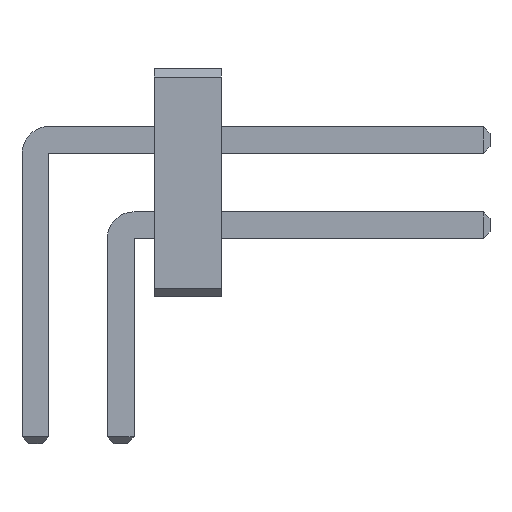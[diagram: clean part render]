
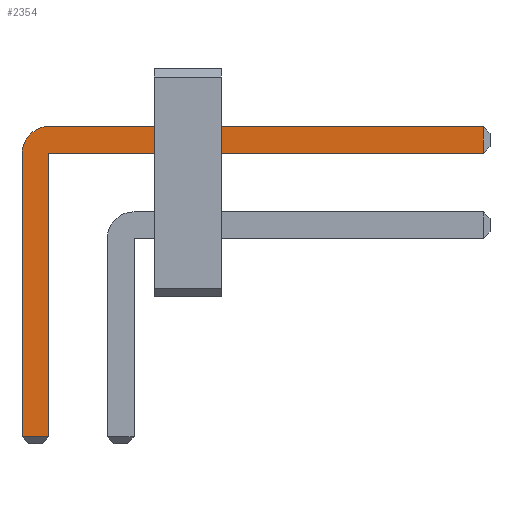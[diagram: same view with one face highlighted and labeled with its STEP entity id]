
A CAD part, front view. The second image highlights one B-rep face of the part: STEP entity #2354.
In plain terms, the highlighted planar face has unit normal (0, -1, 0).
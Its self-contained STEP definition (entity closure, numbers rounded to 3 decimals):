
#13=DIRECTION('',(0.,0.,1.));
#1012=VECTOR('',#13,1.);
#2156=VECTOR('',#2157,1.);
#2157=DIRECTION('',(1.,0.,0.));
#2163=VECTOR('',#2164,1.);
#2164=DIRECTION('',(0.,0.,-1.));
#2171=VECTOR('',#2172,1.);
#2172=DIRECTION('',(-1.,0.,0.));
#2193=DIRECTION('',(-0.,1.,0.));
#2197=DIRECTION('',(0.,1.,0.));
#2198=DIRECTION('',(0.,0.,1.));
#2205=VERTEX_POINT('',#2206);
#2206=CARTESIAN_POINT('',(0.2,-20.52,2.535));
#2208=ORIENTED_EDGE('',*,*,#2209,.T.);
#2209=EDGE_CURVE('',#2205,#2210,#2212,.T.);
#2210=VERTEX_POINT('',#2211);
#2211=CARTESIAN_POINT('',(6.67,-20.52,2.535));
#2212=LINE('',#2213,#2156);
#2213=CARTESIAN_POINT('',(-0.2,-20.52,2.535));
#2250=EDGE_CURVE('',#2251,#2205,#2253,.T.);
#2251=VERTEX_POINT('',#2252);
#2252=CARTESIAN_POINT('',(-0.2,-20.52,2.135));
#2253=CIRCLE('',#2254,0.4);
#2254=AXIS2_PLACEMENT_3D('',#2255,#2193,#2164);
#2255=CARTESIAN_POINT('',(0.2,-20.52,2.135));
#2267=VERTEX_POINT('',#2268);
#2268=CARTESIAN_POINT('',(6.67,-20.52,2.135));
#2270=ORIENTED_EDGE('',*,*,#2271,.T.);
#2271=EDGE_CURVE('',#2267,#2272,#2273,.T.);
#2272=VERTEX_POINT('',#2255);
#2273=LINE('',#2274,#2171);
#2274=CARTESIAN_POINT('',(6.77,-20.52,2.135));
#2286=VERTEX_POINT('',#2287);
#2287=CARTESIAN_POINT('',(-0.2,-20.52,-2.085));
#2289=ORIENTED_EDGE('',*,*,#2290,.T.);
#2290=EDGE_CURVE('',#2286,#2251,#2291,.T.);
#2291=LINE('',#2292,#1012);
#2292=CARTESIAN_POINT('',(-0.2,-20.52,-2.185));
#2300=ORIENTED_EDGE('',*,*,#2301,.T.);
#2301=EDGE_CURVE('',#2272,#2302,#2304,.T.);
#2302=VERTEX_POINT('',#2303);
#2303=CARTESIAN_POINT('',(0.2,-20.52,-2.085));
#2304=LINE('',#2255,#2163);
#2354=ADVANCED_FACE('',(#2355),#2364,.F.);
#2355=FACE_BOUND('',#2356,.F.);
#2356=EDGE_LOOP('',(#2208,#2357,#2270,#2300,#2360,#2289,#2363));
#2357=ORIENTED_EDGE('',*,*,#2358,.T.);
#2358=EDGE_CURVE('',#2210,#2267,#2359,.T.);
#2359=LINE('',#2211,#2163);
#2360=ORIENTED_EDGE('',*,*,#2361,.T.);
#2361=EDGE_CURVE('',#2302,#2286,#2362,.T.);
#2362=LINE('',#2303,#2171);
#2363=ORIENTED_EDGE('',*,*,#2250,.T.);
#2364=PLANE('',#2365);
#2365=AXIS2_PLACEMENT_3D('',#2366,#2197,#2198);
#2366=CARTESIAN_POINT('',(2.071,-20.52,1.389));
